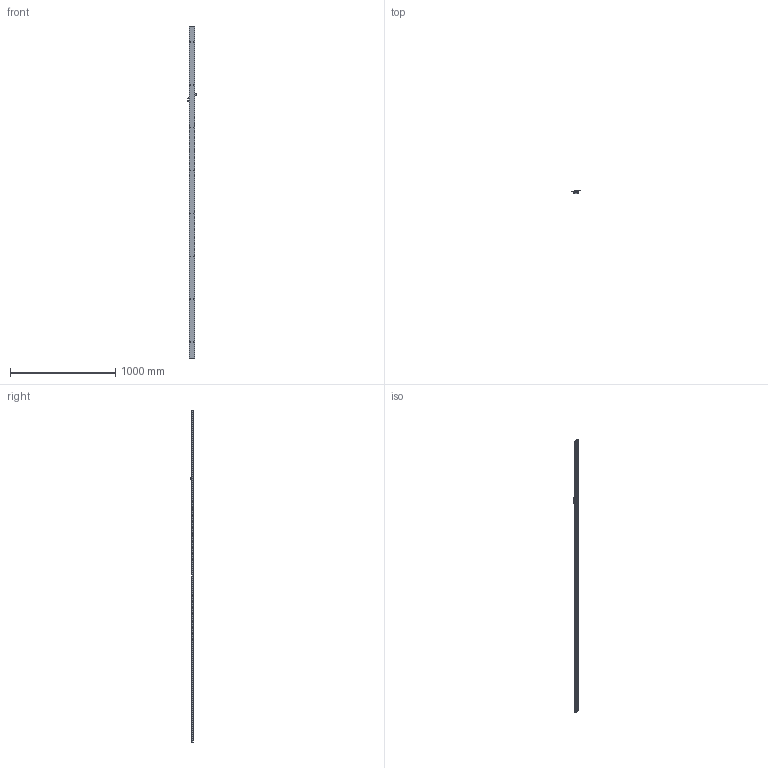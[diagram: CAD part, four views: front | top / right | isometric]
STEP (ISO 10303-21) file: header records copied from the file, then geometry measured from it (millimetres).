
FILE_DESCRIPTION (( 'STEP AP214' ), '1' );
FILE_NAME ('901-2910-dro-enc.STEP', '2016-09-12T14:29:47', ( '' ), ( '' ), 'SwSTEP 2.0', 'SolidWorks 2016', '' );
FILE_SCHEMA (( 'AUTOMOTIVE_DESIGN' ));
Length unit declared in the file: inch
Products named in the file (10): 290 extrusion_124" with holes; 901-2910-dro-enc; 100-3002-001 Readhead wiper; 701-1900-xxx Series II IND Encoder_Scale panel hidden; 750-0212-001 IND Rdhd processor; Guide Clip; 100-2000-201 IND Readhead Housing; IND Readhead bearing; Readhead Screw; Round Cable
Assembly tree (18 placements, depth 3):
  901-2910-dro-enc
    290 extrusion_124" with holes
    701-1900-xxx Series II IND Encoder_Scale panel hidden
      100-2000-201 IND Readhead Housing
      750-0212-001 IND Rdhd processor
      IND Readhead bearing
      Readhead Screw  x9
      Round Cable
      100-3002-001 Readhead wiper  x2
    Guide Clip
Bounding box: 76.27 x 24.13 x 3149.6 mm (x, y, z)
Volume: 1054374.9 mm3; surface area: 586976.8 mm2
Topology: 17 solids, 17 shells, 1089 faces, 2596 edges, 1569 vertices
Faces by surface type: plane 576, cylinder 360, torus 44, cone 38, sphere 38, bspline 33
Entity records: 24668 total; most frequent: CARTESIAN_POINT 5081, DIRECTION 4096, ORIENTED_EDGE 3934, EDGE_CURVE 1967, AXIS2_PLACEMENT_3D 1458, VERTEX_POINT 1232, VECTOR 1180, LINE 1180
